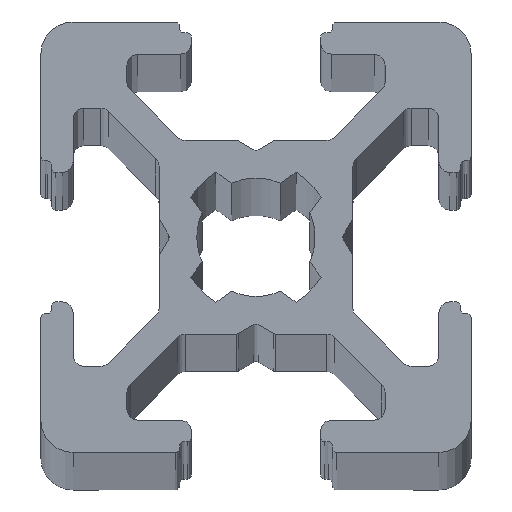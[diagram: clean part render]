
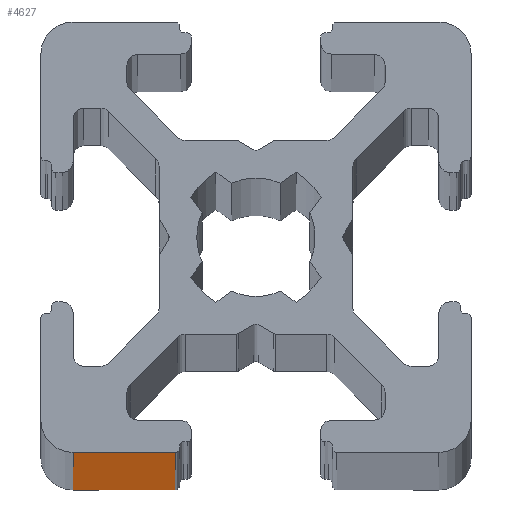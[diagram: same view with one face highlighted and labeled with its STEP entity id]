
A CAD part, top view. The second image highlights one B-rep face of the part: STEP entity #4627.
In plain terms, the highlighted planar face has unit normal (0, -1, 0).
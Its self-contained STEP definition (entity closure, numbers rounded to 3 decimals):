
#127 = VERTEX_POINT ( 'NONE', #4348 ) ;
#149 = CARTESIAN_POINT ( 'NONE',  ( -8.5, -10., 1000. ) ) ;
#322 = DIRECTION ( 'NONE',  ( -1., 0., 0. ) ) ;
#466 = CARTESIAN_POINT ( 'NONE',  ( -8.5, -10., 1000. ) ) ;
#517 = EDGE_CURVE ( 'NONE', #1553, #1327, #1369, .T. ) ;
#848 = CARTESIAN_POINT ( 'NONE',  ( -3.75, -10., 0. ) ) ;
#1287 = ORIENTED_EDGE ( 'NONE', *, *, #3288, .T. ) ;
#1327 = VERTEX_POINT ( 'NONE', #3054 ) ;
#1369 = LINE ( 'NONE', #3349, #2374 ) ;
#1553 = VERTEX_POINT ( 'NONE', #848 ) ;
#1669 = VECTOR ( 'NONE', #2174, 1000. ) ;
#1802 = LINE ( 'NONE', #149, #1669 ) ;
#1849 = DIRECTION ( 'NONE',  ( 0., -1., 0. ) ) ;
#2174 = DIRECTION ( 'NONE',  ( 0., 0., -1. ) ) ;
#2374 = VECTOR ( 'NONE', #2915, 1000. ) ;
#2403 = AXIS2_PLACEMENT_3D ( 'NONE', #4437, #1849, #5012 ) ;
#2464 = ORIENTED_EDGE ( 'NONE', *, *, #517, .F. ) ;
#2623 = LINE ( 'NONE', #3523, #3367 ) ;
#2655 = DIRECTION ( 'NONE',  ( 0., 0., -1. ) ) ;
#2821 = PLANE ( 'NONE',  #2403 ) ;
#2915 = DIRECTION ( 'NONE',  ( -1., 0., 0. ) ) ;
#2955 = ORIENTED_EDGE ( 'NONE', *, *, #3095, .T. ) ;
#3016 = ORIENTED_EDGE ( 'NONE', *, *, #5148, .F. ) ;
#3054 = CARTESIAN_POINT ( 'NONE',  ( -8.5, -10., 0. ) ) ;
#3095 = EDGE_CURVE ( 'NONE', #127, #4504, #4578, .T. ) ;
#3288 = EDGE_CURVE ( 'NONE', #4504, #1327, #1802, .T. ) ;
#3349 = CARTESIAN_POINT ( 'NONE',  ( 0., -10., 0. ) ) ;
#3367 = VECTOR ( 'NONE', #2655, 1000. ) ;
#3413 = CARTESIAN_POINT ( 'NONE',  ( 0., -10., 1000. ) ) ;
#3523 = CARTESIAN_POINT ( 'NONE',  ( -3.75, -10., 1000. ) ) ;
#3620 = VECTOR ( 'NONE', #322, 1000. ) ;
#3640 = EDGE_LOOP ( 'NONE', ( #2464, #3016, #2955, #1287 ) ) ;
#4130 = FACE_OUTER_BOUND ( 'NONE', #3640, .T. ) ;
#4348 = CARTESIAN_POINT ( 'NONE',  ( -3.75, -10., 1000. ) ) ;
#4437 = CARTESIAN_POINT ( 'NONE',  ( 0., -10., 1000. ) ) ;
#4504 = VERTEX_POINT ( 'NONE', #466 ) ;
#4578 = LINE ( 'NONE', #3413, #3620 ) ;
#4627 = ADVANCED_FACE ( 'NONE', ( #4130 ), #2821, .T. ) ;
#5012 = DIRECTION ( 'NONE',  ( 1., 0., 0. ) ) ;
#5148 = EDGE_CURVE ( 'NONE', #127, #1553, #2623, .T. ) ;
